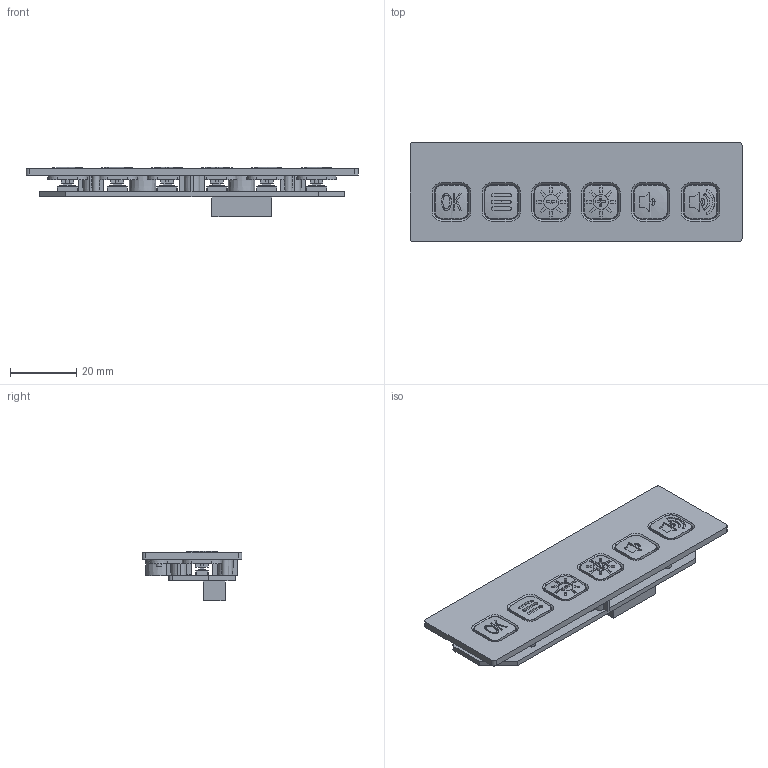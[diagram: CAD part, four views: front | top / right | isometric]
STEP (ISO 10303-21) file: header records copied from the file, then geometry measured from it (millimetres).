
FILE_DESCRIPTION(/* description */ (''),/* implementation_level */ '2;1');
FILE_NAME(/* name */ 'button_20200410.stp',/* time_stamp */ '2020-04-10T13:38:16+08:00',/* author */ (''),/* organization */ (''),/* preprocessor_version */ 'ST-DEVELOPER v15',/* originating_system */ 'SIEMENS PLM Software NX 9.0',/* authorisation */ '');
FILE_SCHEMA (('AP203_CONFIGURATION_CONTROLLED_3D_DESIGN_OF_MECHANICAL_PARTS_AND_ASSEMBLIES_MIM_LF { 1 0 10303 403 2 1 2}'));
Length unit declared in the file: millimetre
Products named in the file (1): user16205DE2jv3z
Bounding box: 100 x 30 x 15 mm (x, y, z)
Volume: 11509.2 mm3; surface area: 15602 mm2
Topology: 9 solids, 9 shells, 976 faces, 2543 edges, 1639 vertices
Faces by surface type: plane 549, cone 197, cylinder 132, bspline 74, sphere 24
Full cylindrical faces by diameter (mm): 1.7 x2, 2 x3, 2.5 x3, 3 x6
Entity records: 32691 total; most frequent: CARTESIAN_POINT 9828, ORIENTED_EDGE 4896, DIRECTION 4329, EDGE_CURVE 2448, VERTEX_POINT 1622, AXIS2_PLACEMENT_3D 1491, LINE 1347, VECTOR 1347
